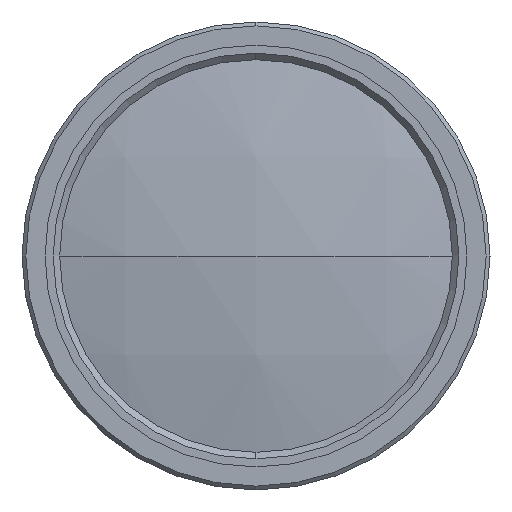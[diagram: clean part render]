
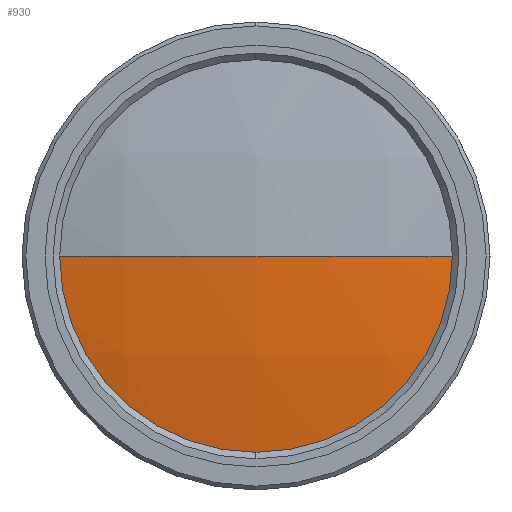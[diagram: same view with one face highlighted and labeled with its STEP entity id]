
A CAD part, left-side view. The second image highlights one B-rep face of the part: STEP entity #930.
In plain terms, the highlighted spherical face has radius 70.168 mm.
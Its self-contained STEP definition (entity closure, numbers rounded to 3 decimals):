
#65 = ORIENTED_EDGE ( 'NONE', *, *, #179, .T. ) ;
#117 = DIRECTION ( 'NONE',  ( 0., 0., -1. ) ) ;
#122 = DIRECTION ( 'NONE',  ( 0., 1., 0. ) ) ;
#160 = SPHERICAL_SURFACE ( 'NONE', #634, 70.168 ) ;
#179 = EDGE_CURVE ( 'NONE', #1541, #1113, #765, .T. ) ;
#195 = DIRECTION ( 'NONE',  ( 0., 0., 1. ) ) ;
#258 = CARTESIAN_POINT ( 'NONE',  ( -0.291, -10.659, 147.892 ) ) ;
#266 = AXIS2_PLACEMENT_3D ( 'NONE', #923, #401, #802 ) ;
#287 = CARTESIAN_POINT ( 'NONE',  ( -68.815, -25.759, 147.892 ) ) ;
#292 = CIRCLE ( 'NONE', #1057, 70.168 ) ;
#297 = EDGE_LOOP ( 'NONE', ( #625, #65, #329, #1291 ) ) ;
#329 = ORIENTED_EDGE ( 'NONE', *, *, #353, .T. ) ;
#352 = DIRECTION ( 'NONE',  ( -1., 0., 0. ) ) ;
#353 = EDGE_CURVE ( 'NONE', #1113, #1019, #1459, .T. ) ;
#355 = CARTESIAN_POINT ( 'NONE',  ( -68.815, 4.441, 147.892 ) ) ;
#401 = DIRECTION ( 'NONE',  ( -1., 0., 0. ) ) ;
#487 = CARTESIAN_POINT ( 'NONE',  ( -70.459, -10.659, 147.892 ) ) ;
#518 = EDGE_CURVE ( 'NONE', #688, #1019, #292, .T. ) ;
#550 = CARTESIAN_POINT ( 'NONE',  ( -68.815, -10.659, 132.792 ) ) ;
#625 = ORIENTED_EDGE ( 'NONE', *, *, #1353, .T. ) ;
#634 = AXIS2_PLACEMENT_3D ( 'NONE', #258, #1116, #122 ) ;
#688 = VERTEX_POINT ( 'NONE', #355 ) ;
#765 = CIRCLE ( 'NONE', #1448, 15.1 ) ;
#802 = DIRECTION ( 'NONE',  ( 0., 0., 1. ) ) ;
#859 = CARTESIAN_POINT ( 'NONE',  ( -0.291, -10.659, 147.892 ) ) ;
#923 = CARTESIAN_POINT ( 'NONE',  ( -68.815, -10.659, 147.892 ) ) ;
#929 = DIRECTION ( 'NONE',  ( 1., 0., 0. ) ) ;
#930 = ADVANCED_FACE ( 'NONE', ( #1139 ), #160, .T. ) ;
#1019 = VERTEX_POINT ( 'NONE', #487 ) ;
#1056 = CARTESIAN_POINT ( 'NONE',  ( -0.291, -10.659, 147.892 ) ) ;
#1057 = AXIS2_PLACEMENT_3D ( 'NONE', #1056, #195, #929 ) ;
#1093 = DIRECTION ( 'NONE',  ( 0., 0., 1. ) ) ;
#1113 = VERTEX_POINT ( 'NONE', #287 ) ;
#1116 = DIRECTION ( 'NONE',  ( 0., 0., -1. ) ) ;
#1139 = FACE_OUTER_BOUND ( 'NONE', #297, .T. ) ;
#1145 = AXIS2_PLACEMENT_3D ( 'NONE', #859, #117, #1334 ) ;
#1203 = CIRCLE ( 'NONE', #266, 15.1 ) ;
#1208 = CARTESIAN_POINT ( 'NONE',  ( -68.815, -10.659, 147.892 ) ) ;
#1291 = ORIENTED_EDGE ( 'NONE', *, *, #518, .F. ) ;
#1334 = DIRECTION ( 'NONE',  ( 0., 1., 0. ) ) ;
#1353 = EDGE_CURVE ( 'NONE', #688, #1541, #1203, .T. ) ;
#1448 = AXIS2_PLACEMENT_3D ( 'NONE', #1208, #352, #1093 ) ;
#1459 = CIRCLE ( 'NONE', #1145, 70.168 ) ;
#1541 = VERTEX_POINT ( 'NONE', #550 ) ;
